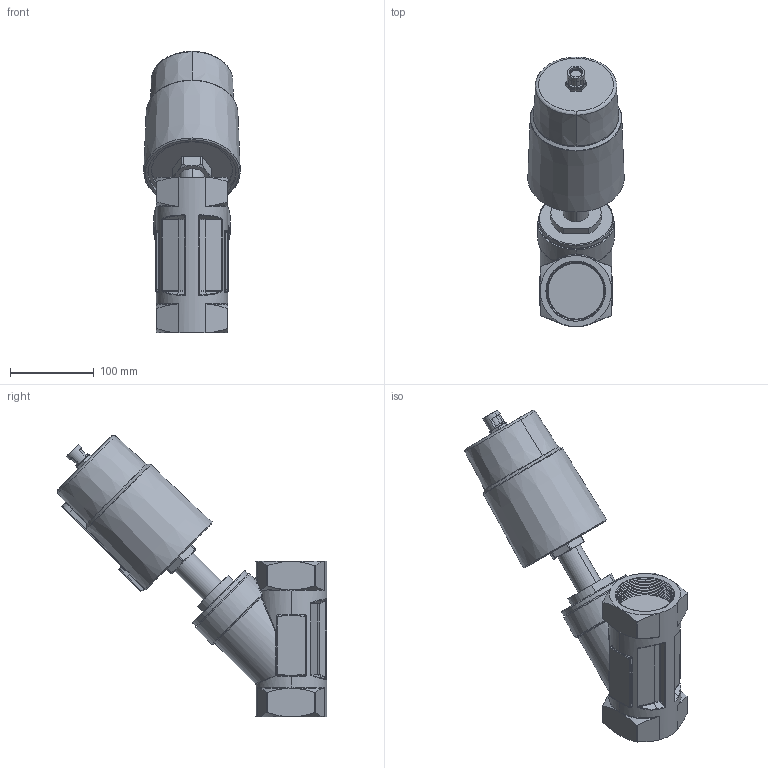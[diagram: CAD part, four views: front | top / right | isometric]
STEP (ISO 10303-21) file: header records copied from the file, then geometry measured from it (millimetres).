
FILE_DESCRIPTION (( 'STEP AP214' ), '1' );
FILE_NAME ('2KD2-1-2.STEP', '2019-03-12T16:27:48', ( '' ), ( '' ), 'SwSTEP 2.0', 'SolidWorks 2016', '' );
FILE_SCHEMA (( 'AUTOMOTIVE_DESIGN' ));
Length unit declared in the file: millimetre
Products named in the file (1): 2KD2-1-2
Bounding box: 114.84 x 321.09 x 335.31 mm (x, y, z)
Volume: 2796363 mm3; surface area: 190877.8 mm2
Topology: 2 solids, 2 shells, 503 faces, 1251 edges, 758 vertices
Faces by surface type: cone 134, bspline 111, cylinder 99, plane 92, torus 44, sphere 23
Entity records: 44541 total; most frequent: CARTESIAN_POINT 28277, ORIENTED_EDGE 2482, DIRECTION 1921, EDGE_CURVE 1241, AXIS2_PLACEMENT_3D 804, VERTEX_POINT 758, EDGE_LOOP 523, UNCERTAINTY_MEASURE_WITH_UNIT 507
